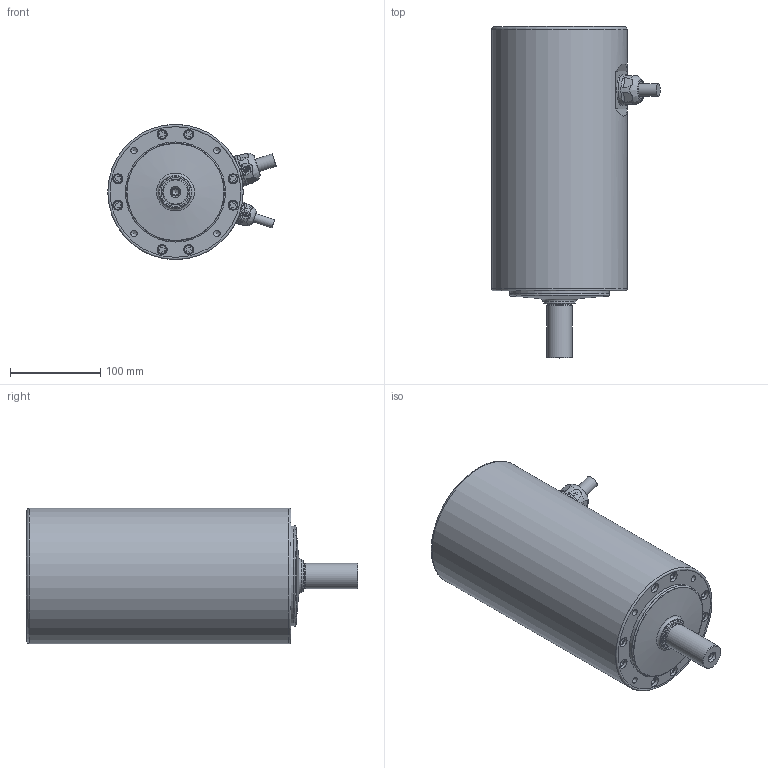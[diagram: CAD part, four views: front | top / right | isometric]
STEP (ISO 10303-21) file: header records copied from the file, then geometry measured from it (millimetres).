
FILE_DESCRIPTION(/* description */ (''),/* implementation_level */ '2;1');
FILE_NAME(/* name */ 'KSY5612HD_RQ-3_S1_B14.stp',/* time_stamp */ '2021-10-07T16:16:25+02:00',/* author */ (''),/* organization */ (''),/* preprocessor_version */ 'ST-DEVELOPER v16',/* originating_system */ 'SIEMENS PLM Software NX 10.0',/* authorisation */ '');
FILE_SCHEMA (('AUTOMOTIVE_DESIGN { 1 0 10303 214 3 1 1 1 }'));
Length unit declared in the file: millimetre
Products named in the file (5): 028068025; 028068016; Leitung D14_3; SK535309_96_0; KSY564E_HD_R4
Assembly tree (4 placements, depth 2):
  KSY564E_HD_R4
    SK535309_96_0
    Leitung D14_3
    028068016
    028068025
Bounding box: 186.68 x 368 x 150 mm (x, y, z)
Volume: 5291947 mm3; surface area: 220941.8 mm2
Topology: 15 solids, 16 shells, 1073 faces, 2591 edges, 1580 vertices
Faces by surface type: cylinder 393, torus 353, plane 194, bspline 79, cone 54
Full cylindrical faces by diameter (mm): 0.5 x210, 6.985 x5, 7.02 x1, 9 x1, 9.3 x1, 9.6 x1, 9.62 x1, 10 x8, 11 x9, 11.2 x1, 11.3 x2, 11.6 x1, 13 x1, 14 x1, 14.3 x1, 15.593 x4, 16 x5, 17 x2, 17.3 x1, 17.6 x1, 18.6 x1, 18.95 x1, 20 x1, 20.2 x1, 20.3 x3, 21.35 x1, 21.6 x1, 23.25 x1, 23.35 x1, 23.641 x1
Entity records: 45271 total; most frequent: CARTESIAN_POINT 23714, DIRECTION 3960, ORIENTED_EDGE 3302, EDGE_LOOP 1867, AXIS2_PLACEMENT_3D 1808, EDGE_CURVE 1651, FACE_BOUND 1578, VERTEX_POINT 1347
